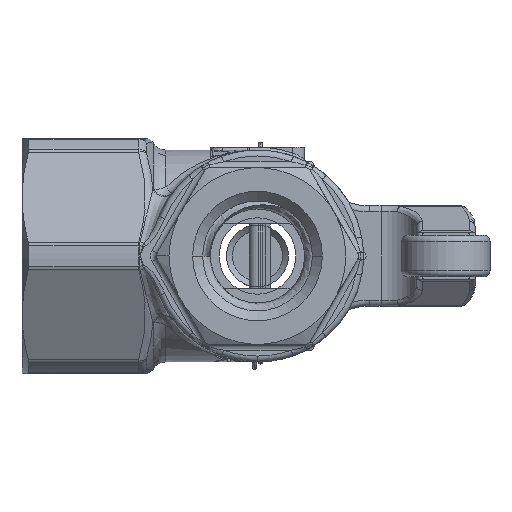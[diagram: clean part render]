
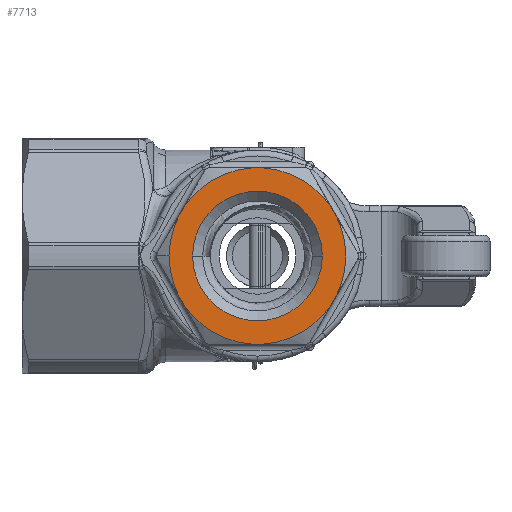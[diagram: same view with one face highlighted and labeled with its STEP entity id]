
A CAD part, front view. The second image highlights one B-rep face of the part: STEP entity #7713.
In plain terms, the highlighted planar face has unit normal (0, -1, 0).
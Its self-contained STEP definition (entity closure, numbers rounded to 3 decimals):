
#254 = AXIS2_PLACEMENT_3D ( 'NONE', #23529, #44382, #6680 ) ;
#519 = VERTEX_POINT ( 'NONE', #4715 ) ;
#1508 = EDGE_LOOP ( 'NONE', ( #19016, #10383 ) ) ;
#2044 = ORIENTED_EDGE ( 'NONE', *, *, #4687, .F. ) ;
#2072 = LINE ( 'NONE', #34907, #19540 ) ;
#2139 = FACE_BOUND ( 'NONE', #1508, .T. ) ;
#3526 = EDGE_CURVE ( 'NONE', #29837, #39881, #25580, .T. ) ;
#4687 = EDGE_CURVE ( 'NONE', #27057, #519, #10302, .T. ) ;
#4715 = CARTESIAN_POINT ( 'NONE',  ( -15., -30., 0. ) ) ;
#4803 = EDGE_CURVE ( 'NONE', #41219, #43432, #41624, .T. ) ;
#4871 = VECTOR ( 'NONE', #8102, 1000. ) ;
#4909 = EDGE_CURVE ( 'NONE', #42818, #36276, #7510, .T. ) ;
#5527 = DIRECTION ( 'NONE',  ( 0.5, 0., 0.866 ) ) ;
#6155 = DIRECTION ( 'NONE',  ( -1., 0., 0. ) ) ;
#6355 = DIRECTION ( 'NONE',  ( 0., 1., 0. ) ) ;
#6680 = DIRECTION ( 'NONE',  ( -1., 0., 0. ) ) ;
#6805 = ORIENTED_EDGE ( 'NONE', *, *, #20803, .F. ) ;
#7378 = DIRECTION ( 'NONE',  ( 0.5, 0., -0.866 ) ) ;
#7510 = CIRCLE ( 'NONE', #11951, 15. ) ;
#7713 = ADVANCED_FACE ( 'NONE', ( #2139, #37960 ), #14194, .T. ) ;
#7999 = CIRCLE ( 'NONE', #16639, 15. ) ;
#8102 = DIRECTION ( 'NONE',  ( -0.5, 0., -0.866 ) ) ;
#9000 = ORIENTED_EDGE ( 'NONE', *, *, #32610, .F. ) ;
#9227 = ORIENTED_EDGE ( 'NONE', *, *, #32842, .F. ) ;
#9665 = ORIENTED_EDGE ( 'NONE', *, *, #26639, .F. ) ;
#10173 = AXIS2_PLACEMENT_3D ( 'NONE', #25402, #11052, #18660 ) ;
#10187 = DIRECTION ( 'NONE',  ( -1., 0., 0. ) ) ;
#10277 = ORIENTED_EDGE ( 'NONE', *, *, #15263, .F. ) ;
#10302 = CIRCLE ( 'NONE', #254, 15. ) ;
#10383 = ORIENTED_EDGE ( 'NONE', *, *, #11665, .T. ) ;
#11052 = DIRECTION ( 'NONE',  ( 0., 1., 0. ) ) ;
#11338 = LINE ( 'NONE', #23583, #39481 ) ;
#11421 = DIRECTION ( 'NONE',  ( 1., 0., 0. ) ) ;
#11665 = EDGE_CURVE ( 'NONE', #39881, #29837, #34266, .T. ) ;
#11951 = AXIS2_PLACEMENT_3D ( 'NONE', #24415, #28168, #14147 ) ;
#12103 = ORIENTED_EDGE ( 'NONE', *, *, #4909, .F. ) ;
#12819 = CARTESIAN_POINT ( 'NONE',  ( 0., -30., 0. ) ) ;
#13064 = DIRECTION ( 'NONE',  ( -1., 0., 0. ) ) ;
#13361 = DIRECTION ( 'NONE',  ( 0., 1., 0. ) ) ;
#13433 = DIRECTION ( 'NONE',  ( 0., 1., 0. ) ) ;
#13438 = DIRECTION ( 'NONE',  ( -1., 0., 0. ) ) ;
#14147 = DIRECTION ( 'NONE',  ( -1., 0., 0. ) ) ;
#14194 = PLANE ( 'NONE',  #43066 ) ;
#14702 = CARTESIAN_POINT ( 'NONE',  ( -11.015, -30., 0. ) ) ;
#14730 = CIRCLE ( 'NONE', #24473, 15. ) ;
#14766 = ORIENTED_EDGE ( 'NONE', *, *, #34135, .F. ) ;
#15263 = EDGE_CURVE ( 'NONE', #17389, #27057, #43920, .T. ) ;
#15300 = DIRECTION ( 'NONE',  ( -1., 0., 0. ) ) ;
#15317 = EDGE_CURVE ( 'NONE', #36276, #24215, #21221, .T. ) ;
#15794 = CIRCLE ( 'NONE', #27021, 15. ) ;
#16639 = AXIS2_PLACEMENT_3D ( 'NONE', #28565, #36445, #15300 ) ;
#17389 = VERTEX_POINT ( 'NONE', #37073 ) ;
#18660 = DIRECTION ( 'NONE',  ( 1., 0., 0. ) ) ;
#18795 = CARTESIAN_POINT ( 'NONE',  ( 13.451, -30., 6.639 ) ) ;
#19016 = ORIENTED_EDGE ( 'NONE', *, *, #3526, .T. ) ;
#19237 = AXIS2_PLACEMENT_3D ( 'NONE', #44654, #6355, #10187 ) ;
#19540 = VECTOR ( 'NONE', #7378, 1000. ) ;
#20131 = VERTEX_POINT ( 'NONE', #27875 ) ;
#20511 = CARTESIAN_POINT ( 'NONE',  ( 0., -30., 0. ) ) ;
#20803 = EDGE_CURVE ( 'NONE', #26797, #39541, #11338, .T. ) ;
#21221 = LINE ( 'NONE', #29113, #4871 ) ;
#21877 = VERTEX_POINT ( 'NONE', #32219 ) ;
#23529 = CARTESIAN_POINT ( 'NONE',  ( 0., -30., 0. ) ) ;
#23583 = CARTESIAN_POINT ( 'NONE',  ( 8.66, -30., -14.968 ) ) ;
#24215 = VERTEX_POINT ( 'NONE', #38925 ) ;
#24311 = ORIENTED_EDGE ( 'NONE', *, *, #4803, .F. ) ;
#24415 = CARTESIAN_POINT ( 'NONE',  ( 0., -30., 0. ) ) ;
#24473 = AXIS2_PLACEMENT_3D ( 'NONE', #30353, #13433, #44117 ) ;
#25086 = CIRCLE ( 'NONE', #40941, 15. ) ;
#25402 = CARTESIAN_POINT ( 'NONE',  ( 0., -30., 0. ) ) ;
#25511 = VECTOR ( 'NONE', #25780, 1000. ) ;
#25580 = CIRCLE ( 'NONE', #10173, 11.015 ) ;
#25677 = EDGE_CURVE ( 'NONE', #24215, #26797, #15794, .T. ) ;
#25780 = DIRECTION ( 'NONE',  ( -0.5, 0., 0.866 ) ) ;
#26251 = CARTESIAN_POINT ( 'NONE',  ( -17.293, -30., -0.016 ) ) ;
#26506 = CARTESIAN_POINT ( 'NONE',  ( -0.976, -30., 14.968 ) ) ;
#26532 = CARTESIAN_POINT ( 'NONE',  ( 13.451, -30., -6.639 ) ) ;
#26639 = EDGE_CURVE ( 'NONE', #519, #21877, #7999, .T. ) ;
#26797 = VERTEX_POINT ( 'NONE', #37963 ) ;
#26856 = DIRECTION ( 'NONE',  ( 1., 0., 0. ) ) ;
#27002 = ORIENTED_EDGE ( 'NONE', *, *, #15317, .F. ) ;
#27021 = AXIS2_PLACEMENT_3D ( 'NONE', #40487, #27187, #13438 ) ;
#27057 = VERTEX_POINT ( 'NONE', #39275 ) ;
#27187 = DIRECTION ( 'NONE',  ( 0., 1., 0. ) ) ;
#27491 = LINE ( 'NONE', #26251, #43203 ) ;
#27875 = CARTESIAN_POINT ( 'NONE',  ( 12.475, -30., 8.329 ) ) ;
#28168 = DIRECTION ( 'NONE',  ( 0., 1., 0. ) ) ;
#28372 = CARTESIAN_POINT ( 'NONE',  ( -8.66, -30., 14.968 ) ) ;
#28565 = CARTESIAN_POINT ( 'NONE',  ( 0., -30., 0. ) ) ;
#28971 = CARTESIAN_POINT ( 'NONE',  ( -4.303, -30., -22.484 ) ) ;
#29113 = CARTESIAN_POINT ( 'NONE',  ( 8.633, -30., -14.984 ) ) ;
#29837 = VERTEX_POINT ( 'NONE', #39283 ) ;
#29909 = ORIENTED_EDGE ( 'NONE', *, *, #38918, .F. ) ;
#30353 = CARTESIAN_POINT ( 'NONE',  ( 0., -30., 0. ) ) ;
#30765 = CARTESIAN_POINT ( 'NONE',  ( -12.475, -30., 8.329 ) ) ;
#31186 = EDGE_CURVE ( 'NONE', #39541, #17389, #42045, .T. ) ;
#32219 = CARTESIAN_POINT ( 'NONE',  ( -13.451, -30., 6.639 ) ) ;
#32610 = EDGE_CURVE ( 'NONE', #43432, #20131, #25086, .T. ) ;
#32638 = AXIS2_PLACEMENT_3D ( 'NONE', #12819, #40326, #26856 ) ;
#32842 = EDGE_CURVE ( 'NONE', #43486, #41219, #14730, .T. ) ;
#33435 = ORIENTED_EDGE ( 'NONE', *, *, #25677, .F. ) ;
#33948 = CARTESIAN_POINT ( 'NONE',  ( 0.976, -30., 14.968 ) ) ;
#34135 = EDGE_CURVE ( 'NONE', #20131, #42818, #2072, .T. ) ;
#34266 = CIRCLE ( 'NONE', #32638, 11.015 ) ;
#34607 = VECTOR ( 'NONE', #42404, 1000. ) ;
#34907 = CARTESIAN_POINT ( 'NONE',  ( 8.633, -30., 14.984 ) ) ;
#35748 = CARTESIAN_POINT ( 'NONE',  ( 15., -30., 0. ) ) ;
#36276 = VERTEX_POINT ( 'NONE', #26532 ) ;
#36445 = DIRECTION ( 'NONE',  ( 0., 1., 0. ) ) ;
#37073 = CARTESIAN_POINT ( 'NONE',  ( -12.475, -30., -8.329 ) ) ;
#37208 = EDGE_LOOP ( 'NONE', ( #9000, #24311, #9227, #29909, #9665, #2044, #10277, #38806, #6805, #33435, #27002, #12103, #14766 ) ) ;
#37960 = FACE_OUTER_BOUND ( 'NONE', #37208, .T. ) ;
#37963 = CARTESIAN_POINT ( 'NONE',  ( 0.976, -30., -14.968 ) ) ;
#38806 = ORIENTED_EDGE ( 'NONE', *, *, #31186, .F. ) ;
#38918 = EDGE_CURVE ( 'NONE', #21877, #43486, #27491, .T. ) ;
#38925 = CARTESIAN_POINT ( 'NONE',  ( 12.475, -30., -8.329 ) ) ;
#39275 = CARTESIAN_POINT ( 'NONE',  ( -13.451, -30., -6.639 ) ) ;
#39283 = CARTESIAN_POINT ( 'NONE',  ( 11.015, -30., 0. ) ) ;
#39481 = VECTOR ( 'NONE', #6155, 1000. ) ;
#39541 = VERTEX_POINT ( 'NONE', #44045 ) ;
#39881 = VERTEX_POINT ( 'NONE', #14702 ) ;
#40326 = DIRECTION ( 'NONE',  ( 0., 1., 0. ) ) ;
#40487 = CARTESIAN_POINT ( 'NONE',  ( 0., -30., 0. ) ) ;
#40941 = AXIS2_PLACEMENT_3D ( 'NONE', #20511, #13361, #13064 ) ;
#41219 = VERTEX_POINT ( 'NONE', #26506 ) ;
#41624 = LINE ( 'NONE', #28372, #34607 ) ;
#42045 = CIRCLE ( 'NONE', #19237, 15. ) ;
#42387 = DIRECTION ( 'NONE',  ( 0., -1., 0. ) ) ;
#42404 = DIRECTION ( 'NONE',  ( 1., 0., 0. ) ) ;
#42818 = VERTEX_POINT ( 'NONE', #18795 ) ;
#43066 = AXIS2_PLACEMENT_3D ( 'NONE', #35748, #42387, #11421 ) ;
#43203 = VECTOR ( 'NONE', #5527, 1000. ) ;
#43432 = VERTEX_POINT ( 'NONE', #33948 ) ;
#43486 = VERTEX_POINT ( 'NONE', #30765 ) ;
#43920 = LINE ( 'NONE', #28971, #25511 ) ;
#44045 = CARTESIAN_POINT ( 'NONE',  ( -0.976, -30., -14.968 ) ) ;
#44117 = DIRECTION ( 'NONE',  ( -1., 0., 0. ) ) ;
#44382 = DIRECTION ( 'NONE',  ( 0., 1., 0. ) ) ;
#44654 = CARTESIAN_POINT ( 'NONE',  ( 0., -30., 0. ) ) ;
